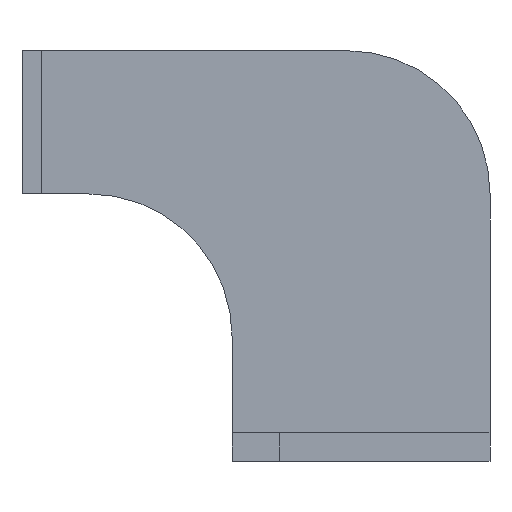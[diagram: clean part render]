
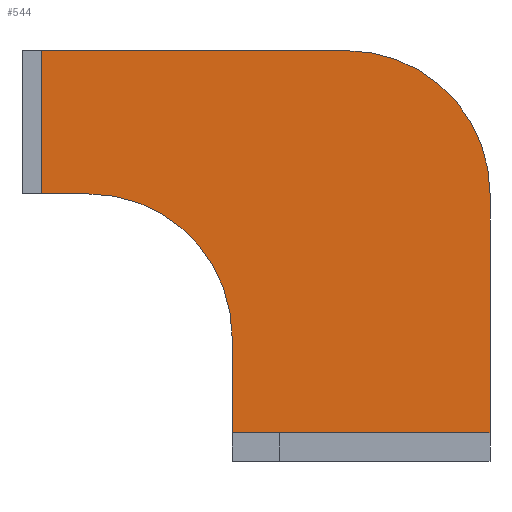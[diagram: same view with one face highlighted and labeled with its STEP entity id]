
A CAD part, front view. The second image highlights one B-rep face of the part: STEP entity #544.
In plain terms, the highlighted planar face has unit normal (0, -1, 0).
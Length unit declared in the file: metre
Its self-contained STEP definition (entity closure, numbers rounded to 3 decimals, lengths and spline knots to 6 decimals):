
#20=CIRCLE('',#602,0.015);
#21=CIRCLE('',#603,0.015);
#46=ORIENTED_EDGE('',*,*,#196,.F.);
#47=ORIENTED_EDGE('',*,*,#197,.T.);
#48=ORIENTED_EDGE('',*,*,#198,.F.);
#49=ORIENTED_EDGE('',*,*,#199,.T.);
#50=ORIENTED_EDGE('',*,*,#200,.T.);
#51=ORIENTED_EDGE('',*,*,#201,.T.);
#52=ORIENTED_EDGE('',*,*,#186,.T.);
#53=ORIENTED_EDGE('',*,*,#202,.T.);
#186=EDGE_CURVE('',#262,#263,#314,.T.);
#196=EDGE_CURVE('',#270,#271,#322,.T.);
#197=EDGE_CURVE('',#270,#272,#20,.F.);
#198=EDGE_CURVE('',#273,#272,#323,.T.);
#199=EDGE_CURVE('',#273,#274,#324,.T.);
#200=EDGE_CURVE('',#274,#275,#325,.T.);
#201=EDGE_CURVE('',#275,#262,#21,.T.);
#202=EDGE_CURVE('',#263,#271,#326,.T.);
#262=VERTEX_POINT('',#803);
#263=VERTEX_POINT('',#804);
#270=VERTEX_POINT('',#823);
#271=VERTEX_POINT('',#824);
#272=VERTEX_POINT('',#826);
#273=VERTEX_POINT('',#828);
#274=VERTEX_POINT('',#830);
#275=VERTEX_POINT('',#832);
#314=LINE('',#802,#382);
#322=LINE('',#822,#390);
#323=LINE('',#827,#391);
#324=LINE('',#829,#392);
#325=LINE('',#831,#393);
#326=LINE('',#834,#394);
#382=VECTOR('',#650,1.);
#390=VECTOR('',#666,1.);
#391=VECTOR('',#669,1.);
#392=VECTOR('',#670,1.);
#393=VECTOR('',#671,1.);
#394=VECTOR('',#674,1.);
#446=EDGE_LOOP('',(#46,#47,#48,#49,#50,#51,#52,#53));
#482=FACE_BOUND('',#446,.T.);
#518=PLANE('',#601);
#544=ADVANCED_FACE('',(#482),#518,.F.);
#601=AXIS2_PLACEMENT_3D('',#821,#664,#665);
#602=AXIS2_PLACEMENT_3D('',#825,#667,#668);
#603=AXIS2_PLACEMENT_3D('',#833,#672,#673);
#650=DIRECTION('',(0.,0.,-1.));
#664=DIRECTION('',(0.,1.,0.));
#665=DIRECTION('',(0.,0.,1.));
#666=DIRECTION('',(0.,0.,-1.));
#667=DIRECTION('',(0.,1.,0.));
#668=DIRECTION('',(0.,0.,1.));
#669=DIRECTION('',(1.,0.,0.));
#670=DIRECTION('',(0.,0.,-1.));
#671=DIRECTION('',(1.,0.,0.));
#672=DIRECTION('',(0.,1.,0.));
#673=DIRECTION('',(0.,0.,1.));
#674=DIRECTION('',(1.,0.,0.));
#802=CARTESIAN_POINT('',(-0.0135,-0.0135,0.043));
#803=CARTESIAN_POINT('',(-0.0135,-0.0135,0.013));
#804=CARTESIAN_POINT('',(-0.0135,-0.0135,0.003));
#821=CARTESIAN_POINT('',(0.,-0.0135,0.043));
#822=CARTESIAN_POINT('',(0.0135,-0.0135,0.043));
#823=CARTESIAN_POINT('',(0.0135,-0.0135,0.028));
#824=CARTESIAN_POINT('',(0.0135,-0.0135,0.003));
#825=CARTESIAN_POINT('',(-0.0015,-0.0135,0.028));
#826=CARTESIAN_POINT('',(-0.0015,-0.0135,0.043));
#827=CARTESIAN_POINT('',(0.,-0.0135,0.043));
#828=CARTESIAN_POINT('',(-0.0335,-0.0135,0.043));
#829=CARTESIAN_POINT('',(-0.0335,-0.0135,0.043));
#830=CARTESIAN_POINT('',(-0.0335,-0.0135,0.028));
#831=CARTESIAN_POINT('',(-0.0335,-0.0135,0.028));
#832=CARTESIAN_POINT('',(-0.0285,-0.0135,0.028));
#833=CARTESIAN_POINT('',(-0.0285,-0.0135,0.013));
#834=CARTESIAN_POINT('',(0.,-0.0135,0.003));
